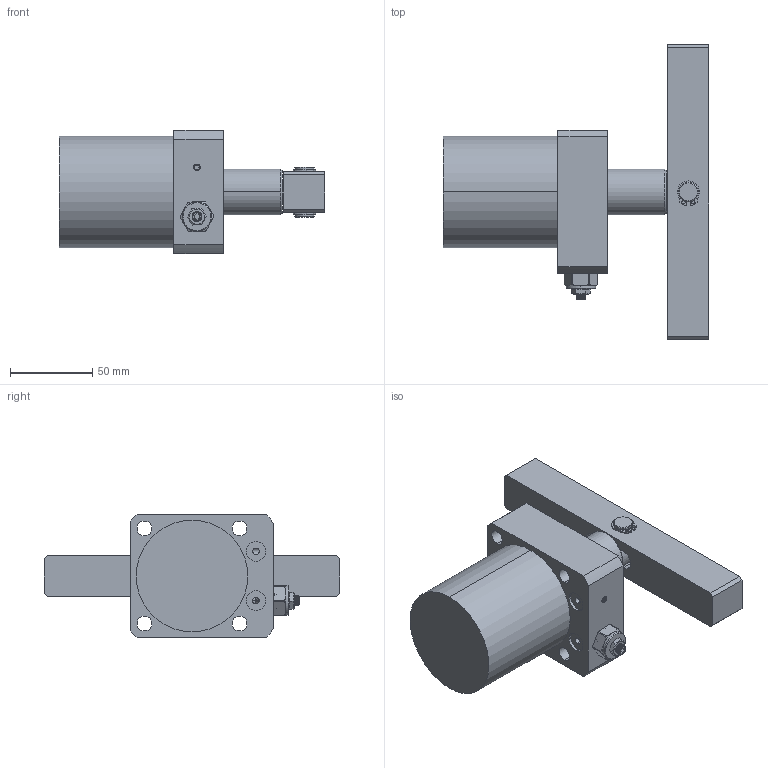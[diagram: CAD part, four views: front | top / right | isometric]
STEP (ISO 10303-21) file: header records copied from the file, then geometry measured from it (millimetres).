
FILE_DESCRIPTION (( 'STEP AP203' ), '1' );
FILE_NAME ('chs-famt50d_asm.STEP', '2019-04-24T11:09:24', ( '' ), ( '' ), 'SwSTEP 2.0', 'SolidWorks 2017', '' );
FILE_SCHEMA (( 'CONFIG_CONTROL_DESIGN' ));
Length unit declared in the file: millimetre
Products named in the file (10): CHS-FAMT50  BT_1; CHS-50DHSG_5; 种; 轴用挡圈; hex thin nuts-grades ab-chamfered gb(GB_FASTENER_NUT_STNAB M6-S); 20覃厒裝; M4_1; chs-famt50d_asm; 20概极; CHS-50DYB_7
Assembly tree (12 placements, depth 2):
  chs-famt50d_asm
    CHS-FAMT50  BT_1
    M4_1  x3
    CHS-50DHSG_5
    CHS-50DYB_7
    轴用挡圈  x2
    种
    20概极
    20覃厒裝
    hex thin nuts-grades ab-chamfered gb(GB_FASTENER_NUT_STNAB M6-S)
Bounding box: 162 x 180 x 75 mm (x, y, z)
Volume: 506073 mm3; surface area: 97809.7 mm2
Topology: 13 solids, 13 shells, 653 faces, 1816 edges, 1208 vertices
Faces by surface type: cylinder 279, plane 161, bspline 134, cone 71, torus 8
Entity records: 28478 total; most frequent: CARTESIAN_POINT 14921, ORIENTED_EDGE 2996, DIRECTION 2065, EDGE_CURVE 1498, VERTEX_POINT 980, AXIS2_PLACEMENT_3D 791, EDGE_LOOP 626, FACE_OUTER_BOUND 557
